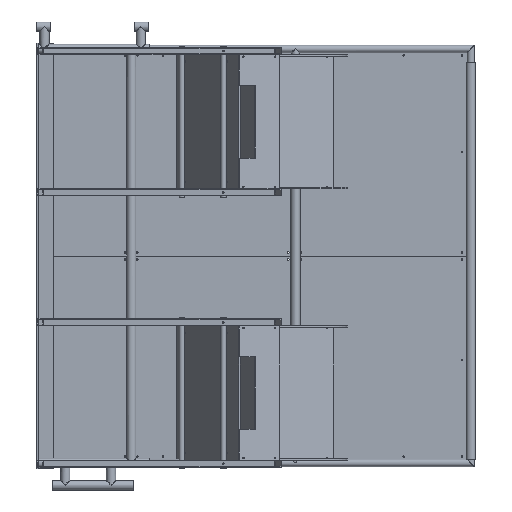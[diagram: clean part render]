
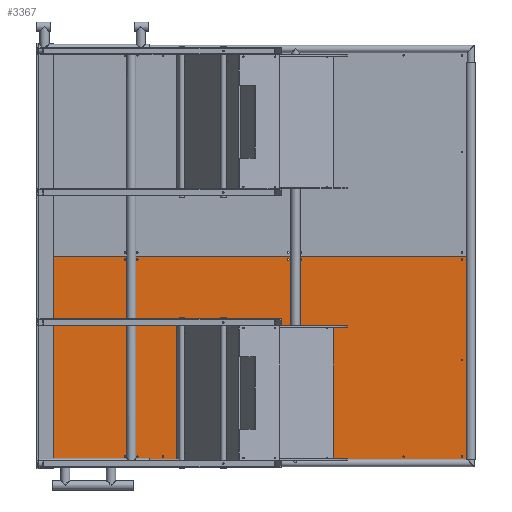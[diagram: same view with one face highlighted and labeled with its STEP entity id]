
A CAD part, front view. The second image highlights one B-rep face of the part: STEP entity #3367.
In plain terms, the highlighted face is planar.
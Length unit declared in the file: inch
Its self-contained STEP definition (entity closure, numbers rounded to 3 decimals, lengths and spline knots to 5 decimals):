
#337=FACE_BOUND('',#1010,.T.);
#338=FACE_BOUND('',#1011,.T.);
#339=FACE_BOUND('',#1012,.T.);
#340=FACE_BOUND('',#1013,.T.);
#341=FACE_BOUND('',#1014,.T.);
#342=FACE_BOUND('',#1015,.T.);
#343=FACE_BOUND('',#1016,.T.);
#344=FACE_BOUND('',#1017,.T.);
#345=FACE_BOUND('',#1018,.T.);
#346=FACE_BOUND('',#1019,.T.);
#347=FACE_BOUND('',#1020,.T.);
#348=FACE_BOUND('',#1021,.T.);
#349=FACE_BOUND('',#1022,.T.);
#350=FACE_BOUND('',#1023,.T.);
#514=CIRCLE('',#3880,0.1325);
#515=CIRCLE('',#3881,0.1325);
#516=CIRCLE('',#3882,0.1325);
#517=CIRCLE('',#3883,0.1325);
#518=CIRCLE('',#3884,0.1325);
#519=CIRCLE('',#3885,0.1325);
#520=CIRCLE('',#3886,0.1325);
#521=CIRCLE('',#3887,0.1325);
#522=CIRCLE('',#3888,0.1325);
#523=CIRCLE('',#3889,0.1325);
#524=CIRCLE('',#3890,0.1325);
#525=CIRCLE('',#3891,0.1325);
#526=CIRCLE('',#3892,0.1325);
#527=CIRCLE('',#3893,0.25);
#528=CIRCLE('',#3894,0.25);
#529=CIRCLE('',#3895,0.25);
#530=CIRCLE('',#3896,0.25);
#764=FACE_OUTER_BOUND('',#1009,.T.);
#1009=EDGE_LOOP('',(#2577,#2578,#2579,#2580));
#1010=EDGE_LOOP('',(#2581));
#1011=EDGE_LOOP('',(#2582));
#1012=EDGE_LOOP('',(#2583));
#1013=EDGE_LOOP('',(#2584));
#1014=EDGE_LOOP('',(#2585));
#1015=EDGE_LOOP('',(#2586));
#1016=EDGE_LOOP('',(#2587));
#1017=EDGE_LOOP('',(#2588));
#1018=EDGE_LOOP('',(#2589));
#1019=EDGE_LOOP('',(#2590));
#1020=EDGE_LOOP('',(#2591));
#1021=EDGE_LOOP('',(#2592));
#1022=EDGE_LOOP('',(#2593));
#1023=EDGE_LOOP('',(#2594,#2595,#2596,#2597,#2598,#2599,#2600,#2601));
#1317=LINE('',#5795,#1539);
#1318=LINE('',#5797,#1540);
#1319=LINE('',#5799,#1541);
#1320=LINE('',#5800,#1542);
#1321=LINE('',#5829,#1543);
#1322=LINE('',#5833,#1544);
#1323=LINE('',#5837,#1545);
#1324=LINE('',#5841,#1546);
#1539=VECTOR('',#4451,78.);
#1540=VECTOR('',#4452,37.25);
#1541=VECTOR('',#4453,78.);
#1542=VECTOR('',#4454,37.25);
#1543=VECTOR('',#4481,23.5);
#1544=VECTOR('',#4484,7.);
#1545=VECTOR('',#4487,23.5);
#1546=VECTOR('',#4490,7.);
#1810=VERTEX_POINT('',#5793);
#1811=VERTEX_POINT('',#5794);
#1812=VERTEX_POINT('',#5796);
#1813=VERTEX_POINT('',#5798);
#1814=VERTEX_POINT('',#5801);
#1815=VERTEX_POINT('',#5803);
#1816=VERTEX_POINT('',#5805);
#1817=VERTEX_POINT('',#5807);
#1818=VERTEX_POINT('',#5809);
#1819=VERTEX_POINT('',#5811);
#1820=VERTEX_POINT('',#5813);
#1821=VERTEX_POINT('',#5815);
#1822=VERTEX_POINT('',#5817);
#1823=VERTEX_POINT('',#5819);
#1824=VERTEX_POINT('',#5821);
#1825=VERTEX_POINT('',#5823);
#1826=VERTEX_POINT('',#5825);
#1827=VERTEX_POINT('',#5827);
#1828=VERTEX_POINT('',#5828);
#1829=VERTEX_POINT('',#5830);
#1830=VERTEX_POINT('',#5832);
#1831=VERTEX_POINT('',#5834);
#1832=VERTEX_POINT('',#5836);
#1833=VERTEX_POINT('',#5838);
#1834=VERTEX_POINT('',#5840);
#2121=EDGE_CURVE('',#1810,#1811,#1317,.T.);
#2122=EDGE_CURVE('',#1811,#1812,#1318,.T.);
#2123=EDGE_CURVE('',#1812,#1813,#1319,.T.);
#2124=EDGE_CURVE('',#1813,#1810,#1320,.T.);
#2125=EDGE_CURVE('',#1814,#1814,#514,.T.);
#2126=EDGE_CURVE('',#1815,#1815,#515,.T.);
#2127=EDGE_CURVE('',#1816,#1816,#516,.T.);
#2128=EDGE_CURVE('',#1817,#1817,#517,.T.);
#2129=EDGE_CURVE('',#1818,#1818,#518,.T.);
#2130=EDGE_CURVE('',#1819,#1819,#519,.T.);
#2131=EDGE_CURVE('',#1820,#1820,#520,.T.);
#2132=EDGE_CURVE('',#1821,#1821,#521,.T.);
#2133=EDGE_CURVE('',#1822,#1822,#522,.T.);
#2134=EDGE_CURVE('',#1823,#1823,#523,.T.);
#2135=EDGE_CURVE('',#1824,#1824,#524,.T.);
#2136=EDGE_CURVE('',#1825,#1825,#525,.T.);
#2137=EDGE_CURVE('',#1826,#1826,#526,.T.);
#2138=EDGE_CURVE('',#1827,#1828,#1321,.T.);
#2139=EDGE_CURVE('',#1829,#1827,#527,.T.);
#2140=EDGE_CURVE('',#1830,#1829,#1322,.T.);
#2141=EDGE_CURVE('',#1831,#1830,#528,.T.);
#2142=EDGE_CURVE('',#1832,#1831,#1323,.T.);
#2143=EDGE_CURVE('',#1833,#1832,#529,.T.);
#2144=EDGE_CURVE('',#1834,#1833,#1324,.T.);
#2145=EDGE_CURVE('',#1828,#1834,#530,.T.);
#2577=ORIENTED_EDGE('',*,*,#2121,.T.);
#2578=ORIENTED_EDGE('',*,*,#2122,.T.);
#2579=ORIENTED_EDGE('',*,*,#2123,.T.);
#2580=ORIENTED_EDGE('',*,*,#2124,.T.);
#2581=ORIENTED_EDGE('',*,*,#2125,.F.);
#2582=ORIENTED_EDGE('',*,*,#2126,.F.);
#2583=ORIENTED_EDGE('',*,*,#2127,.F.);
#2584=ORIENTED_EDGE('',*,*,#2128,.F.);
#2585=ORIENTED_EDGE('',*,*,#2129,.F.);
#2586=ORIENTED_EDGE('',*,*,#2130,.F.);
#2587=ORIENTED_EDGE('',*,*,#2131,.F.);
#2588=ORIENTED_EDGE('',*,*,#2132,.F.);
#2589=ORIENTED_EDGE('',*,*,#2133,.F.);
#2590=ORIENTED_EDGE('',*,*,#2134,.F.);
#2591=ORIENTED_EDGE('',*,*,#2135,.F.);
#2592=ORIENTED_EDGE('',*,*,#2136,.F.);
#2593=ORIENTED_EDGE('',*,*,#2137,.F.);
#2594=ORIENTED_EDGE('',*,*,#2138,.F.);
#2595=ORIENTED_EDGE('',*,*,#2139,.F.);
#2596=ORIENTED_EDGE('',*,*,#2140,.F.);
#2597=ORIENTED_EDGE('',*,*,#2141,.F.);
#2598=ORIENTED_EDGE('',*,*,#2142,.F.);
#2599=ORIENTED_EDGE('',*,*,#2143,.F.);
#2600=ORIENTED_EDGE('',*,*,#2144,.F.);
#2601=ORIENTED_EDGE('',*,*,#2145,.F.);
#3223=PLANE('',#3879);
#3367=ADVANCED_FACE('',(#764,#337,#338,#339,#340,#341,#342,#343,#344,#345,
#346,#347,#348,#349,#350),#3223,.F.);
#3879=AXIS2_PLACEMENT_3D('',#5792,#4449,#4450);
#3880=AXIS2_PLACEMENT_3D('',#5802,#4455,#4456);
#3881=AXIS2_PLACEMENT_3D('',#5804,#4457,#4458);
#3882=AXIS2_PLACEMENT_3D('',#5806,#4459,#4460);
#3883=AXIS2_PLACEMENT_3D('',#5808,#4461,#4462);
#3884=AXIS2_PLACEMENT_3D('',#5810,#4463,#4464);
#3885=AXIS2_PLACEMENT_3D('',#5812,#4465,#4466);
#3886=AXIS2_PLACEMENT_3D('',#5814,#4467,#4468);
#3887=AXIS2_PLACEMENT_3D('',#5816,#4469,#4470);
#3888=AXIS2_PLACEMENT_3D('',#5818,#4471,#4472);
#3889=AXIS2_PLACEMENT_3D('',#5820,#4473,#4474);
#3890=AXIS2_PLACEMENT_3D('',#5822,#4475,#4476);
#3891=AXIS2_PLACEMENT_3D('',#5824,#4477,#4478);
#3892=AXIS2_PLACEMENT_3D('',#5826,#4479,#4480);
#3893=AXIS2_PLACEMENT_3D('',#5831,#4482,#4483);
#3894=AXIS2_PLACEMENT_3D('',#5835,#4485,#4486);
#3895=AXIS2_PLACEMENT_3D('',#5839,#4488,#4489);
#3896=AXIS2_PLACEMENT_3D('',#5842,#4491,#4492);
#4449=DIRECTION('center_axis',(0.,0.,1.));
#4450=DIRECTION('ref_axis',(1.,0.,0.));
#4451=DIRECTION('',(0.,1.,0.));
#4452=DIRECTION('',(1.,0.,0.));
#4453=DIRECTION('',(0.,-1.,0.));
#4454=DIRECTION('',(-1.,0.,0.));
#4455=DIRECTION('center_axis',(0.,0.,-1.));
#4456=DIRECTION('ref_axis',(-1.,0.,0.));
#4457=DIRECTION('center_axis',(0.,0.,-1.));
#4458=DIRECTION('ref_axis',(-1.,0.,0.));
#4459=DIRECTION('center_axis',(0.,0.,-1.));
#4460=DIRECTION('ref_axis',(-1.,0.,0.));
#4461=DIRECTION('center_axis',(0.,0.,-1.));
#4462=DIRECTION('ref_axis',(-1.,0.,0.));
#4463=DIRECTION('center_axis',(0.,0.,-1.));
#4464=DIRECTION('ref_axis',(-1.,0.,0.));
#4465=DIRECTION('center_axis',(0.,0.,-1.));
#4466=DIRECTION('ref_axis',(-1.,0.,0.));
#4467=DIRECTION('center_axis',(0.,0.,-1.));
#4468=DIRECTION('ref_axis',(-1.,0.,0.));
#4469=DIRECTION('center_axis',(0.,0.,-1.));
#4470=DIRECTION('ref_axis',(-1.,0.,0.));
#4471=DIRECTION('center_axis',(0.,0.,-1.));
#4472=DIRECTION('ref_axis',(-1.,0.,0.));
#4473=DIRECTION('center_axis',(0.,0.,-1.));
#4474=DIRECTION('ref_axis',(-1.,0.,0.));
#4475=DIRECTION('center_axis',(0.,0.,-1.));
#4476=DIRECTION('ref_axis',(-1.,0.,0.));
#4477=DIRECTION('center_axis',(0.,0.,-1.));
#4478=DIRECTION('ref_axis',(-1.,0.,0.));
#4479=DIRECTION('center_axis',(0.,0.,-1.));
#4480=DIRECTION('ref_axis',(-1.,0.,0.));
#4481=DIRECTION('',(-1.,0.,0.));
#4482=DIRECTION('center_axis',(0.,0.,-1.));
#4483=DIRECTION('ref_axis',(1.,0.,0.));
#4484=DIRECTION('',(0.,-1.,0.));
#4485=DIRECTION('center_axis',(0.,0.,-1.));
#4486=DIRECTION('ref_axis',(0.,1.,0.));
#4487=DIRECTION('',(1.,0.,0.));
#4488=DIRECTION('center_axis',(0.,0.,-1.));
#4489=DIRECTION('ref_axis',(-1.,0.,0.));
#4490=DIRECTION('',(0.,1.,0.));
#4491=DIRECTION('center_axis',(0.,0.,-1.));
#4492=DIRECTION('ref_axis',(0.,-1.,0.));
#5792=CARTESIAN_POINT('Origin',(0.,0.,0.));
#5793=CARTESIAN_POINT('',(-18.625,-39.,0.));
#5794=CARTESIAN_POINT('',(-18.625,39.,0.));
#5795=CARTESIAN_POINT('',(-18.625,-39.,0.));
#5796=CARTESIAN_POINT('',(18.625,39.,0.));
#5797=CARTESIAN_POINT('',(-18.625,39.,0.));
#5798=CARTESIAN_POINT('',(18.625,-39.,0.));
#5799=CARTESIAN_POINT('',(18.625,39.,0.));
#5800=CARTESIAN_POINT('',(18.625,-39.,0.));
#5801=CARTESIAN_POINT('',(-17.3825,8.25,0.));
#5802=CARTESIAN_POINT('Origin',(-17.25,8.25,0.));
#5803=CARTESIAN_POINT('',(-17.3825,6.,0.));
#5804=CARTESIAN_POINT('Origin',(-17.25,6.,0.));
#5805=CARTESIAN_POINT('',(17.8675,6.,0.));
#5806=CARTESIAN_POINT('Origin',(18.,6.,0.));
#5807=CARTESIAN_POINT('',(17.8675,8.25,0.));
#5808=CARTESIAN_POINT('Origin',(18.,8.25,0.));
#5809=CARTESIAN_POINT('',(17.8675,37.,0.));
#5810=CARTESIAN_POINT('Origin',(18.,37.,0.));
#5811=CARTESIAN_POINT('',(-17.3825,37.,0.));
#5812=CARTESIAN_POINT('Origin',(-17.25,37.,0.));
#5813=CARTESIAN_POINT('',(-0.1325,37.,0.));
#5814=CARTESIAN_POINT('Origin',(0.,37.,0.));
#5815=CARTESIAN_POINT('',(-17.3825,-21.,0.));
#5816=CARTESIAN_POINT('Origin',(-17.25,-21.,0.));
#5817=CARTESIAN_POINT('',(-17.3825,-23.25,0.));
#5818=CARTESIAN_POINT('Origin',(-17.25,-23.25,0.));
#5819=CARTESIAN_POINT('',(17.8675,-23.25,0.));
#5820=CARTESIAN_POINT('Origin',(18.,-23.25,0.));
#5821=CARTESIAN_POINT('',(17.8675,-21.,0.));
#5822=CARTESIAN_POINT('Origin',(18.,-21.,0.));
#5823=CARTESIAN_POINT('',(-17.3825,26.60492,0.));
#5824=CARTESIAN_POINT('Origin',(-17.25,26.60492,0.));
#5825=CARTESIAN_POINT('',(-17.3825,-16.39451,0.));
#5826=CARTESIAN_POINT('Origin',(-17.25,-16.39451,0.));
#5827=CARTESIAN_POINT('',(6.125,-14.,0.));
#5828=CARTESIAN_POINT('',(-17.375,-14.,0.));
#5829=CARTESIAN_POINT('',(6.125,-14.,0.));
#5830=CARTESIAN_POINT('',(6.375,-13.75,0.));
#5831=CARTESIAN_POINT('Origin',(6.125,-13.75,0.));
#5832=CARTESIAN_POINT('',(6.375,-6.75,0.));
#5833=CARTESIAN_POINT('',(6.375,-6.75,0.));
#5834=CARTESIAN_POINT('',(6.125,-6.5,0.));
#5835=CARTESIAN_POINT('Origin',(6.125,-6.75,0.));
#5836=CARTESIAN_POINT('',(-17.375,-6.5,0.));
#5837=CARTESIAN_POINT('',(-17.375,-6.5,0.));
#5838=CARTESIAN_POINT('',(-17.625,-6.75,0.));
#5839=CARTESIAN_POINT('Origin',(-17.375,-6.75,0.));
#5840=CARTESIAN_POINT('',(-17.625,-13.75,0.));
#5841=CARTESIAN_POINT('',(-17.625,-13.75,0.));
#5842=CARTESIAN_POINT('Origin',(-17.375,-13.75,0.));
